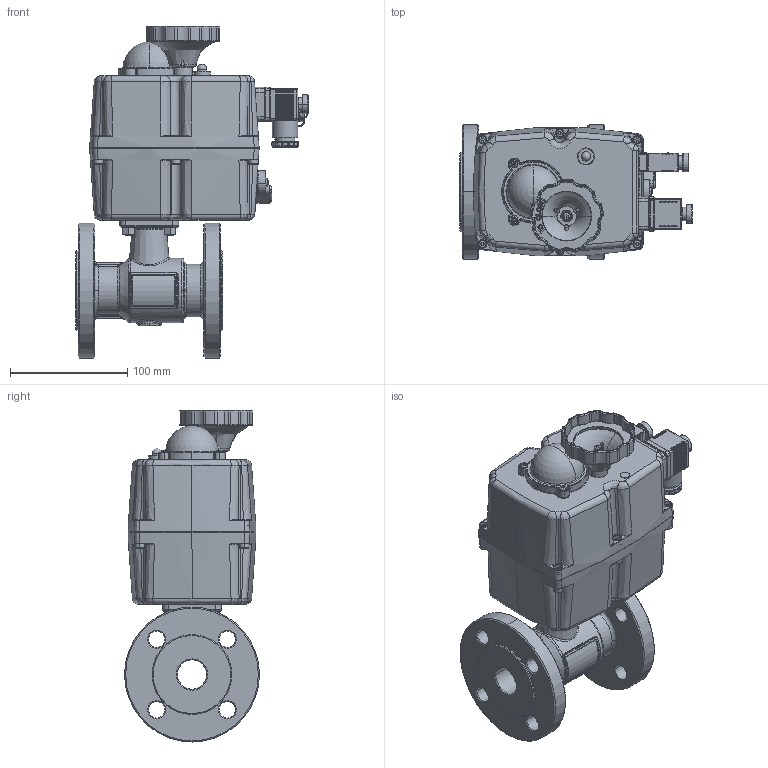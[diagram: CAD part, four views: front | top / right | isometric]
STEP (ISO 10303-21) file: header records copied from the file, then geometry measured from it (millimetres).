
FILE_DESCRIPTION(('HOOPS Exchange Step'),'2;1');
FILE_NAME('EK04_DN25.stp','2025-05-16T10:07:30+02:00',('nieru'),('Unknown organisation'),'HOOPS Exchange 2024.2','HOOPS Exchange','Unknown authorisation');
FILE_SCHEMA( ('AP203_CONFIGURATION_CONTROLLED_3D_DESIGN_OF_MECHANICAL_PARTS_AND_ASSEMBLIES_MIM_LF') );
Length unit declared in the file: millimetre
Products named in the file (4): 0; root
Assembly tree (3 placements, depth 3):
  root
    0
      0
      0
Bounding box: 197.83 x 115 x 282.95 mm (x, y, z)
Volume: 2106190.5 mm3; surface area: 293406.9 mm2
Topology: 49 solids, 49 shells, 4150 faces, 10166 edges, 6056 vertices
Faces by surface type: cylinder 1280, bspline 1029, plane 806, torus 686, cone 169, extrusion 125, sphere 55
Full cylindrical faces by diameter (mm): 2.204 x3, 7.825 x1, 11 x1, 11.516 x1, 14 x1, 14.894 x1, 16.5 x1, 30 x1, 45 x1
Entity records: 218651 total; most frequent: CARTESIAN_POINT 133994, ORIENTED_EDGE 20038, DIRECTION 13820, EDGE_CURVE 10019, VERTEX_POINT 6055, AXIS2_PLACEMENT_3D 5625, B_SPLINE_CURVE_WITH_KNOTS 4397, EDGE_LOOP 4352
